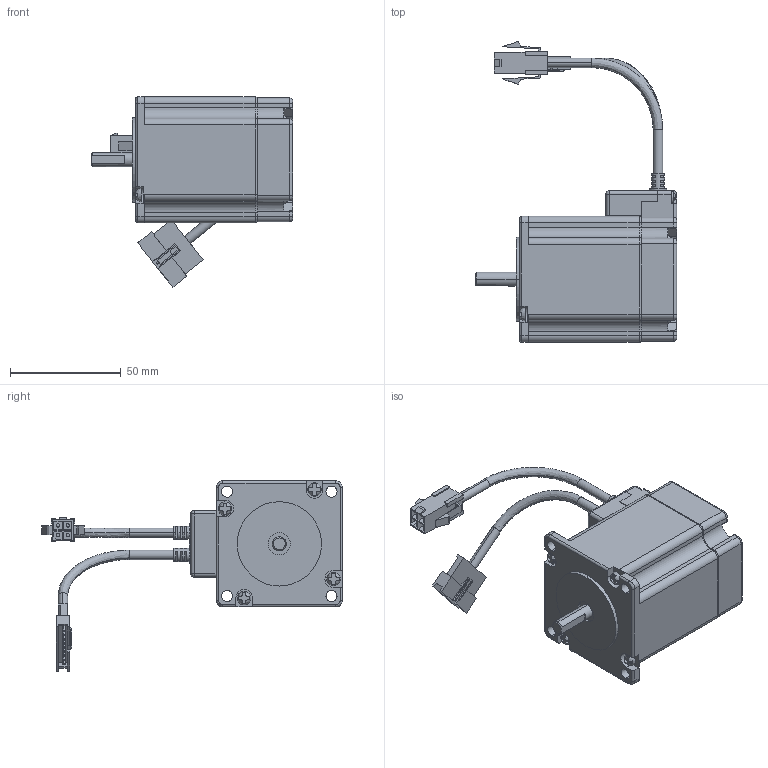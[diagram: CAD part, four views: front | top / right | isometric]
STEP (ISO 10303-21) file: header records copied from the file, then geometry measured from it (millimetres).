
FILE_DESCRIPTION (( 'STEP AP203' ), '1' );
FILE_NAME ('P1A-MO-056-02-R00.STEP', '2015-08-11T02:51:12', ( '' ), ( '' ), 'SwSTEP 2.0', 'SolidWorks 2013', '' );
FILE_SCHEMA (( 'CONFIG_CONTROL_DESIGN' ));
Length unit declared in the file: millimetre
Products named in the file (7): M1A-EC-056-01-R00_ル遽; M1A-EC-056-02-R00_ル遽; 42陝 賅攪瞪錳摹_ル遽; 42阿 浚内歹 纳捞喉急_钎霖; round cross head screw_ks_KS 1023 RC - M3 x 12-N; M11-MO-056-02-R01; P1A-MO-056-02-R00
Assembly tree (11 placements, depth 2):
  P1A-MO-056-02-R00
    M1A-EC-056-01-R00_ル遽
    M1A-EC-056-02-R00_ル遽
    42陝 賅攪瞪錳摹_ル遽
    42阿 浚内歹 纳捞喉急_钎霖
    round cross head screw_ks_KS 1023 RC - M3 x 12-N  x6
    M11-MO-056-02-R01
Bounding box: 91 x 135.91 x 86.05 mm (x, y, z)
Volume: 182169.2 mm3; surface area: 45822.6 mm2
Topology: 15 solids, 15 shells, 944 faces, 2449 edges, 1565 vertices
Faces by surface type: plane 544, cylinder 247, cone 75, torus 40, bspline 24, sphere 14
Entity records: 25854 total; most frequent: CARTESIAN_POINT 5353, DIRECTION 4172, ORIENTED_EDGE 4074, EDGE_CURVE 2037, AXIS2_PLACEMENT_3D 1439, VERTEX_POINT 1320, VECTOR 1294, LINE 1294
